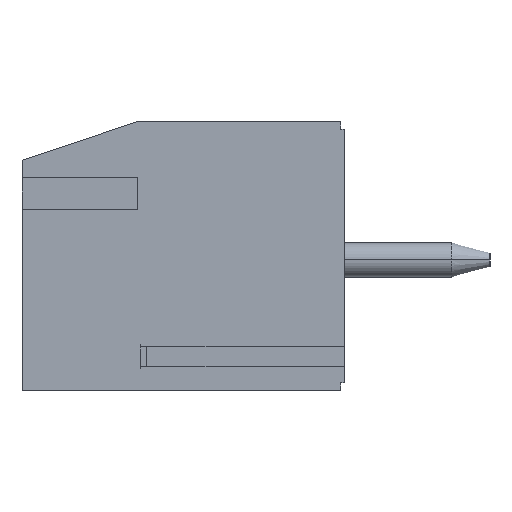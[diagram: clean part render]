
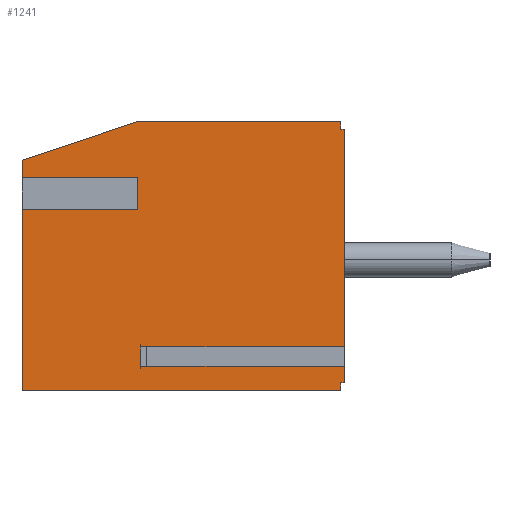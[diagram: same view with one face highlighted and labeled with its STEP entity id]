
A CAD part, left-side view. The second image highlights one B-rep face of the part: STEP entity #1241.
In plain terms, the highlighted planar face has unit normal (-1, 0, 0).
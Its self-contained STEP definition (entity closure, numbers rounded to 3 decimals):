
#1241=ADVANCED_FACE('',(#3166),#3167,.F.);
#3166=FACE_OUTER_BOUND('',#5822,.T.);
#3167=PLANE('',#5823);
#5822=EDGE_LOOP('',(#9649,#9650,#9651,#9652,#9653,#9654,#9655,#9656,#9657,#9658,#9659,#9660,#9661,#9662,#9663,#9664,#9665));
#5823=AXIS2_PLACEMENT_3D('',#9666,#9667,#9668);
#9649=ORIENTED_EDGE('',*,*,#16884,.T.);
#9650=ORIENTED_EDGE('',*,*,#16885,.T.);
#9651=ORIENTED_EDGE('',*,*,#16886,.T.);
#9652=ORIENTED_EDGE('',*,*,#16887,.F.);
#9653=ORIENTED_EDGE('',*,*,#16455,.T.);
#9654=ORIENTED_EDGE('',*,*,#16888,.F.);
#9655=ORIENTED_EDGE('',*,*,#16617,.T.);
#9656=ORIENTED_EDGE('',*,*,#16889,.T.);
#9657=ORIENTED_EDGE('',*,*,#16890,.T.);
#9658=ORIENTED_EDGE('',*,*,#16891,.F.);
#9659=ORIENTED_EDGE('',*,*,#16892,.F.);
#9660=ORIENTED_EDGE('',*,*,#16796,.F.);
#9661=ORIENTED_EDGE('',*,*,#15917,.F.);
#9662=ORIENTED_EDGE('',*,*,#16893,.T.);
#9663=ORIENTED_EDGE('',*,*,#16894,.T.);
#9664=ORIENTED_EDGE('',*,*,#16895,.T.);
#9665=ORIENTED_EDGE('',*,*,#16896,.T.);
#9666=CARTESIAN_POINT('',(-24.5,4.074,3.366));
#9667=DIRECTION('',(1.0,0.0,0.));
#9668=DIRECTION('',(0.,0.0,-1.0));
#15917=EDGE_CURVE('',#19096,#19098,#19099,.T.);
#16455=EDGE_CURVE('',#20062,#20060,#20063,.T.);
#16617=EDGE_CURVE('',#20341,#20338,#20342,.T.);
#16796=EDGE_CURVE('',#19098,#20622,#20623,.T.);
#16884=EDGE_CURVE('',#20764,#20765,#20766,.T.);
#16885=EDGE_CURVE('',#20765,#20767,#20768,.T.);
#16886=EDGE_CURVE('',#20767,#20769,#20770,.T.);
#16887=EDGE_CURVE('',#20062,#20769,#20771,.T.);
#16888=EDGE_CURVE('',#20341,#20060,#20772,.T.);
#16889=EDGE_CURVE('',#20338,#20773,#20774,.T.);
#16890=EDGE_CURVE('',#20773,#20775,#20776,.T.);
#16891=EDGE_CURVE('',#20777,#20775,#20778,.T.);
#16892=EDGE_CURVE('',#20622,#20777,#20779,.T.);
#16893=EDGE_CURVE('',#19096,#20780,#20781,.T.);
#16894=EDGE_CURVE('',#20780,#20782,#20783,.T.);
#16895=EDGE_CURVE('',#20782,#20784,#20785,.T.);
#16896=EDGE_CURVE('',#20784,#20764,#20786,.T.);
#19096=VERTEX_POINT('',#23729);
#19098=VERTEX_POINT('',#23732);
#19099=LINE('',#23733,#23734);
#20060=VERTEX_POINT('',#25107);
#20062=VERTEX_POINT('',#25110);
#20063=LINE('',#25111,#25112);
#20338=VERTEX_POINT('',#25512);
#20341=VERTEX_POINT('',#25516);
#20342=LINE('',#25517,#25518);
#20622=VERTEX_POINT('',#25915);
#20623=LINE('',#25916,#25917);
#20764=VERTEX_POINT('',#26113);
#20765=VERTEX_POINT('',#26114);
#20766=LINE('',#26115,#26116);
#20767=VERTEX_POINT('',#26117);
#20768=LINE('',#26118,#26119);
#20769=VERTEX_POINT('',#26120);
#20770=LINE('',#26121,#26122);
#20771=LINE('',#26123,#26124);
#20772=LINE('',#26125,#26126);
#20773=VERTEX_POINT('',#26127);
#20774=LINE('',#26128,#26129);
#20775=VERTEX_POINT('',#26130);
#20776=LINE('',#26131,#26132);
#20777=VERTEX_POINT('',#26133);
#20778=LINE('',#26134,#26135);
#20779=LINE('',#26136,#26137);
#20780=VERTEX_POINT('',#26138);
#20781=LINE('',#26139,#26140);
#20782=VERTEX_POINT('',#26141);
#20783=LINE('',#26142,#26143);
#20784=VERTEX_POINT('',#26144);
#20785=LINE('',#26145,#26146);
#20786=LINE('',#26147,#26148);
#23729=CARTESIAN_POINT('',(-24.5,5.4,7.0));
#23732=CARTESIAN_POINT('',(-24.5,0.095,7.0));
#23733=CARTESIAN_POINT('',(-24.5,5.4,7.0));
#23734=VECTOR('',#30124,1.0);
#25107=CARTESIAN_POINT('',(-24.5,0.0,0.197));
#25110=CARTESIAN_POINT('',(-24.5,0.095,0.197));
#25111=CARTESIAN_POINT('',(-24.5,0.095,0.197));
#25112=VECTOR('',#30670,1.0);
#25512=CARTESIAN_POINT('',(-24.5,5.3,0.626));
#25516=CARTESIAN_POINT('',(-24.5,0.,0.626));
#25517=CARTESIAN_POINT('',(-24.5,2.037,0.626));
#25518=VECTOR('',#30830,1.0);
#25915=CARTESIAN_POINT('',(-24.5,0.095,6.796));
#25916=CARTESIAN_POINT('',(-24.5,0.095,7.0));
#25917=VECTOR('',#31005,1.0);
#26113=CARTESIAN_POINT('',(-24.5,5.396,4.875));
#26114=CARTESIAN_POINT('',(-24.5,8.396,4.875));
#26115=CARTESIAN_POINT('',(-24.5,4.735,4.875));
#26116=VECTOR('',#31103,1.0);
#26117=CARTESIAN_POINT('',(-24.5,8.396,0.));
#26118=CARTESIAN_POINT('',(-24.5,8.396,5.999));
#26119=VECTOR('',#31104,1.0);
#26120=CARTESIAN_POINT('',(-24.5,0.095,0.));
#26121=CARTESIAN_POINT('',(-24.5,8.396,0.));
#26122=VECTOR('',#31105,1.0);
#26123=CARTESIAN_POINT('',(-24.5,0.095,0.197));
#26124=VECTOR('',#31106,1.0);
#26125=CARTESIAN_POINT('',(-24.5,0.0,6.796));
#26126=VECTOR('',#31107,1.0);
#26127=CARTESIAN_POINT('',(-24.5,5.3,1.13));
#26128=CARTESIAN_POINT('',(-24.5,5.3,2.122));
#26129=VECTOR('',#31108,1.0);
#26130=CARTESIAN_POINT('',(-24.5,0.,1.13));
#26131=CARTESIAN_POINT('',(-24.5,2.037,1.13));
#26132=VECTOR('',#31109,1.0);
#26133=CARTESIAN_POINT('',(-24.5,0.0,6.796));
#26134=CARTESIAN_POINT('',(-24.5,0.0,6.796));
#26135=VECTOR('',#31110,1.0);
#26136=CARTESIAN_POINT('',(-24.5,0.095,6.796));
#26137=VECTOR('',#31111,1.0);
#26138=CARTESIAN_POINT('',(-24.5,8.396,5.999));
#26139=CARTESIAN_POINT('',(-24.5,5.4,7.0));
#26140=VECTOR('',#31112,1.0);
#26141=CARTESIAN_POINT('',(-24.5,8.396,5.379));
#26142=CARTESIAN_POINT('',(-24.5,8.396,5.999));
#26143=VECTOR('',#31113,1.0);
#26144=CARTESIAN_POINT('',(-24.5,5.396,5.379));
#26145=CARTESIAN_POINT('',(-24.5,4.735,5.379));
#26146=VECTOR('',#31114,1.0);
#26147=CARTESIAN_POINT('',(-24.5,5.396,4.247));
#26148=VECTOR('',#31115,1.0);
#30124=DIRECTION('',(0.0,-1.0,0.0));
#30670=DIRECTION('',(0.0,-1.0,0.0));
#30830=DIRECTION('',(0.,1.0,0.));
#31005=DIRECTION('',(0.,0.0,-1.0));
#31103=DIRECTION('',(0.,1.0,0.));
#31104=DIRECTION('',(0.,0.0,-1.0));
#31105=DIRECTION('',(0.0,-1.0,0.0));
#31106=DIRECTION('',(0.,0.0,-1.0));
#31107=DIRECTION('',(0.,0.0,-1.0));
#31108=DIRECTION('',(0.,0.,1.0));
#31109=DIRECTION('',(0.,-1.0,0.));
#31110=DIRECTION('',(0.,0.0,-1.0));
#31111=DIRECTION('',(0.0,-1.0,0.0));
#31112=DIRECTION('',(0.,0.948,-0.317));
#31113=DIRECTION('',(0.,0.0,-1.0));
#31114=DIRECTION('',(0.,-1.0,0.));
#31115=DIRECTION('',(0.,0.,-1.0));
